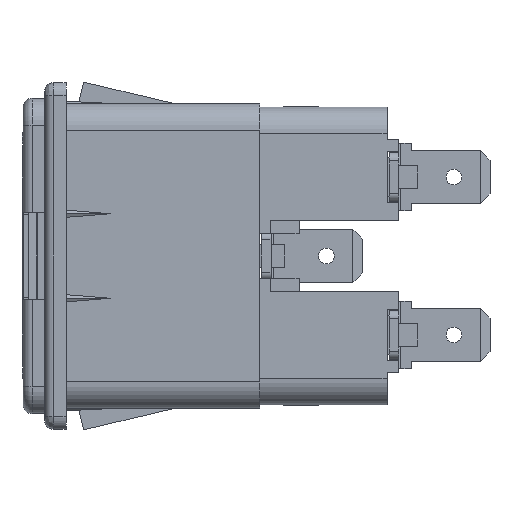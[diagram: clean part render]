
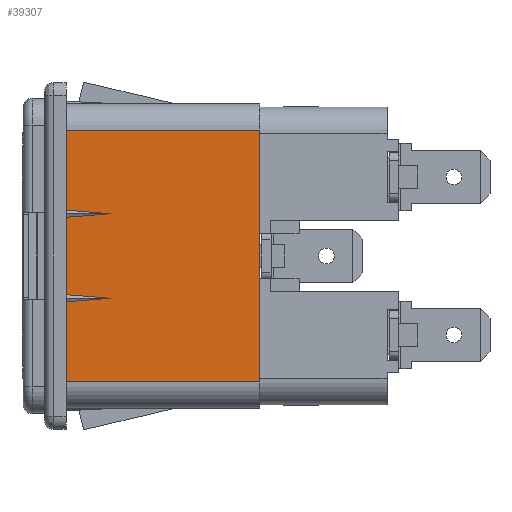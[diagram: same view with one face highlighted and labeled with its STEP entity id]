
A CAD part, left-side view. The second image highlights one B-rep face of the part: STEP entity #39307.
In plain terms, the highlighted planar face has unit normal (-1, 0, 0).
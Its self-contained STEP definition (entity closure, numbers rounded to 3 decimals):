
#270 = VECTOR ( 'NONE', #7811, 1000. ) ;
#806 = EDGE_CURVE ( 'NONE', #17209, #21430, #4531, .T. ) ;
#1126 = CARTESIAN_POINT ( 'NONE',  ( -15.431, 17.145, 3.429 ) ) ;
#1527 = CARTESIAN_POINT ( 'NONE',  ( -15.431, 15.876, 3.548 ) ) ;
#1726 = CARTESIAN_POINT ( 'NONE',  ( -15.431, 13.527, 3.734 ) ) ;
#1729 = CARTESIAN_POINT ( 'NONE',  ( -15.431, 0., -11.163 ) ) ;
#2220 = CARTESIAN_POINT ( 'NONE',  ( -15.431, 17.145, -3.429 ) ) ;
#2926 = EDGE_CURVE ( 'NONE', #17303, #26646, #33322, .T. ) ;
#3126 = VECTOR ( 'NONE', #17120, 1000. ) ;
#3529 = PLANE ( 'NONE',  #21333 ) ;
#4356 = CARTESIAN_POINT ( 'NONE',  ( -15.431, 16.48, 3.492 ) ) ;
#4531 = B_SPLINE_CURVE_WITH_KNOTS ( 'NONE', 3,
 ( #15141, #29946, #39047, #11330, #20652, #36801, #39241, #21233, #23674, #36596, #2220 ),
 .UNSPECIFIED., .F., .F.,
 ( 4, 1, 1, 1, 1, 1, 1, 1, 4 ),
 ( 0., 0.125, 0.25, 0.375, 0.5, 0.625, 0.75, 0.875, 1. ),
 .UNSPECIFIED. ) ;
#5304 = EDGE_CURVE ( 'NONE', #9255, #6091, #16571, .T. ) ;
#5587 = VERTEX_POINT ( 'NONE', #18013 ) ;
#5706 = CARTESIAN_POINT ( 'NONE',  ( -15.431, 13.527, -3.759 ) ) ;
#6091 = VERTEX_POINT ( 'NONE', #23163 ) ;
#6560 = FACE_OUTER_BOUND ( 'NONE', #12591, .T. ) ;
#6973 = DIRECTION ( 'NONE',  ( 0., 0., 1. ) ) ;
#7003 = CARTESIAN_POINT ( 'NONE',  ( -15.431, 14.81, 3.642 ) ) ;
#7807 = CARTESIAN_POINT ( 'NONE',  ( -15.431, 14.343, 3.68 ) ) ;
#7811 = DIRECTION ( 'NONE',  ( 0., 1., 0. ) ) ;
#7831 = VECTOR ( 'NONE', #36102, 1000. ) ;
#9255 = VERTEX_POINT ( 'NONE', #24000 ) ;
#9350 = DIRECTION ( 'NONE',  ( 0., 0., 1. ) ) ;
#10001 = CARTESIAN_POINT ( 'NONE',  ( -15.431, 0., -11.163 ) ) ;
#10360 = CARTESIAN_POINT ( 'NONE',  ( -15.431, 14.81, 3.851 ) ) ;
#10732 = CARTESIAN_POINT ( 'NONE',  ( -15.431, 17.145, 3.429 ) ) ;
#11330 = CARTESIAN_POINT ( 'NONE',  ( -15.431, 13.916, -3.711 ) ) ;
#11775 = CARTESIAN_POINT ( 'NONE',  ( -15.431, 15.321, -3.895 ) ) ;
#12204 = CARTESIAN_POINT ( 'NONE',  ( -15.431, 0., -11.163 ) ) ;
#12591 = EDGE_LOOP ( 'NONE', ( #28129, #16537, #34620, #21123, #15633, #22373, #14163, #17774, #31961, #34584 ) ) ;
#13243 = EDGE_CURVE ( 'NONE', #6091, #31654, #17493, .T. ) ;
#13334 = VERTEX_POINT ( 'NONE', #12204 ) ;
#13394 = CARTESIAN_POINT ( 'NONE',  ( -15.431, 15.876, 3.945 ) ) ;
#13891 = CARTESIAN_POINT ( 'NONE',  ( -15.431, 0., 11.163 ) ) ;
#14163 = ORIENTED_EDGE ( 'NONE', *, *, #25018, .F. ) ;
#14625 = CARTESIAN_POINT ( 'NONE',  ( -15.431, 15.876, -3.945 ) ) ;
#14818 = CARTESIAN_POINT ( 'NONE',  ( -15.431, 13.293, -3.749 ) ) ;
#15141 = CARTESIAN_POINT ( 'NONE',  ( -15.431, 13.183, -3.746 ) ) ;
#15633 = ORIENTED_EDGE ( 'NONE', *, *, #13243, .F. ) ;
#15871 = CARTESIAN_POINT ( 'NONE',  ( -15.431, 0., -13.525 ) ) ;
#16265 = VERTEX_POINT ( 'NONE', #10732 ) ;
#16537 = ORIENTED_EDGE ( 'NONE', *, *, #16592, .F. ) ;
#16571 = B_SPLINE_CURVE_WITH_KNOTS ( 'NONE', 3,
 ( #37864, #38072, #25936, #22503, #25330, #10360, #22903, #13394, #22704, #19870, #20073 ),
 .UNSPECIFIED., .F., .F.,
 ( 4, 1, 1, 1, 1, 1, 1, 1, 4 ),
 ( 0., 0.125, 0.25, 0.375, 0.5, 0.625, 0.75, 0.875, 1. ),
 .UNSPECIFIED. ) ;
#16592 = EDGE_CURVE ( 'NONE', #13334, #17303, #25066, .T. ) ;
#17120 = DIRECTION ( 'NONE',  ( 0., 1., 0. ) ) ;
#17209 = VERTEX_POINT ( 'NONE', #27347 ) ;
#17303 = VERTEX_POINT ( 'NONE', #19048 ) ;
#17345 = CARTESIAN_POINT ( 'NONE',  ( -15.431, 17.145, 11.163 ) ) ;
#17493 = LINE ( 'NONE', #17682, #7831 ) ;
#17682 = CARTESIAN_POINT ( 'NONE',  ( -15.431, 17.145, 4.064 ) ) ;
#17774 = ORIENTED_EDGE ( 'NONE', *, *, #21350, .F. ) ;
#18013 = CARTESIAN_POINT ( 'NONE',  ( -15.431, 0., 11.163 ) ) ;
#18247 = CARTESIAN_POINT ( 'NONE',  ( -15.431, 17.145, -3.429 ) ) ;
#19048 = CARTESIAN_POINT ( 'NONE',  ( -15.431, 17.145, -11.163 ) ) ;
#19353 = CARTESIAN_POINT ( 'NONE',  ( -15.431, 13.293, 3.744 ) ) ;
#19710 = LINE ( 'NONE', #10001, #25144 ) ;
#19870 = CARTESIAN_POINT ( 'NONE',  ( -15.431, 16.918, 4.042 ) ) ;
#20073 = CARTESIAN_POINT ( 'NONE',  ( -15.431, 17.145, 4.064 ) ) ;
#20314 = CARTESIAN_POINT ( 'NONE',  ( -15.431, 17.145, -4.064 ) ) ;
#20652 = CARTESIAN_POINT ( 'NONE',  ( -15.431, 14.343, -3.68 ) ) ;
#21123 = ORIENTED_EDGE ( 'NONE', *, *, #37880, .T. ) ;
#21233 = CARTESIAN_POINT ( 'NONE',  ( -15.431, 15.876, -3.548 ) ) ;
#21250 = EDGE_CURVE ( 'NONE', #26646, #17209, #32717, .T. ) ;
#21333 = AXIS2_PLACEMENT_3D ( 'NONE', #15871, #28223, #6973 ) ;
#21350 = EDGE_CURVE ( 'NONE', #21430, #16265, #37469, .T. ) ;
#21430 = VERTEX_POINT ( 'NONE', #36862 ) ;
#22349 = DIRECTION ( 'NONE',  ( 0., 0., 1. ) ) ;
#22373 = ORIENTED_EDGE ( 'NONE', *, *, #5304, .F. ) ;
#22503 = CARTESIAN_POINT ( 'NONE',  ( -15.431, 13.916, 3.782 ) ) ;
#22704 = CARTESIAN_POINT ( 'NONE',  ( -15.431, 16.48, 4.001 ) ) ;
#22781 = CARTESIAN_POINT ( 'NONE',  ( -15.431, 15.321, 3.598 ) ) ;
#22903 = CARTESIAN_POINT ( 'NONE',  ( -15.431, 15.321, 3.895 ) ) ;
#23163 = CARTESIAN_POINT ( 'NONE',  ( -15.431, 17.145, 4.064 ) ) ;
#23204 = LINE ( 'NONE', #13891, #3126 ) ;
#23674 = CARTESIAN_POINT ( 'NONE',  ( -15.431, 16.48, -3.492 ) ) ;
#23724 = B_SPLINE_CURVE_WITH_KNOTS ( 'NONE', 3,
 ( #1126, #38154, #4356, #1527, #22781, #7003, #7807, #32080, #1726, #19353, #29454 ),
 .UNSPECIFIED., .F., .F.,
 ( 4, 1, 1, 1, 1, 1, 1, 1, 4 ),
 ( 0., 0.125, 0.25, 0.375, 0.5, 0.625, 0.75, 0.875, 1. ),
 .UNSPECIFIED. ) ;
#23944 = CARTESIAN_POINT ( 'NONE',  ( -15.431, 16.48, -4.001 ) ) ;
#24000 = CARTESIAN_POINT ( 'NONE',  ( -15.431, 13.183, 3.746 ) ) ;
#24221 = DIRECTION ( 'NONE',  ( 0., 0., 1. ) ) ;
#24330 = CARTESIAN_POINT ( 'NONE',  ( -15.431, 13.183, -3.746 ) ) ;
#25018 = EDGE_CURVE ( 'NONE', #16265, #9255, #23724, .T. ) ;
#25066 = LINE ( 'NONE', #1729, #270 ) ;
#25144 = VECTOR ( 'NONE', #22349, 1000. ) ;
#25330 = CARTESIAN_POINT ( 'NONE',  ( -15.431, 14.343, 3.813 ) ) ;
#25839 = CARTESIAN_POINT ( 'NONE',  ( -15.431, 17.145, -4.064 ) ) ;
#25936 = CARTESIAN_POINT ( 'NONE',  ( -15.431, 13.527, 3.759 ) ) ;
#26646 = VERTEX_POINT ( 'NONE', #25839 ) ;
#27177 = CARTESIAN_POINT ( 'NONE',  ( -15.431, 16.918, -4.042 ) ) ;
#27347 = CARTESIAN_POINT ( 'NONE',  ( -15.431, 13.183, -3.746 ) ) ;
#28129 = ORIENTED_EDGE ( 'NONE', *, *, #2926, .F. ) ;
#28223 = DIRECTION ( 'NONE',  ( -1., 0., 0. ) ) ;
#29454 = CARTESIAN_POINT ( 'NONE',  ( -15.431, 13.183, 3.746 ) ) ;
#29946 = CARTESIAN_POINT ( 'NONE',  ( -15.431, 13.293, -3.744 ) ) ;
#31654 = VERTEX_POINT ( 'NONE', #17345 ) ;
#31961 = ORIENTED_EDGE ( 'NONE', *, *, #806, .F. ) ;
#32080 = CARTESIAN_POINT ( 'NONE',  ( -15.431, 13.916, 3.711 ) ) ;
#32717 = B_SPLINE_CURVE_WITH_KNOTS ( 'NONE', 3,
 ( #20314, #27177, #23944, #14625, #11775, #36463, #39109, #36267, #5706, #14818, #24330 ),
 .UNSPECIFIED., .F., .F.,
 ( 4, 1, 1, 1, 1, 1, 1, 1, 4 ),
 ( 0., 0.125, 0.25, 0.375, 0.5, 0.625, 0.75, 0.875, 1. ),
 .UNSPECIFIED. ) ;
#32737 = CARTESIAN_POINT ( 'NONE',  ( -15.431, 17.145, -11.163 ) ) ;
#33322 = LINE ( 'NONE', #32737, #38397 ) ;
#34025 = VECTOR ( 'NONE', #9350, 1000. ) ;
#34584 = ORIENTED_EDGE ( 'NONE', *, *, #21250, .F. ) ;
#34620 = ORIENTED_EDGE ( 'NONE', *, *, #38257, .T. ) ;
#36102 = DIRECTION ( 'NONE',  ( 0., 0., 1. ) ) ;
#36267 = CARTESIAN_POINT ( 'NONE',  ( -15.431, 13.916, -3.782 ) ) ;
#36463 = CARTESIAN_POINT ( 'NONE',  ( -15.431, 14.81, -3.851 ) ) ;
#36596 = CARTESIAN_POINT ( 'NONE',  ( -15.431, 16.918, -3.451 ) ) ;
#36801 = CARTESIAN_POINT ( 'NONE',  ( -15.431, 14.81, -3.642 ) ) ;
#36862 = CARTESIAN_POINT ( 'NONE',  ( -15.431, 17.145, -3.429 ) ) ;
#37469 = LINE ( 'NONE', #18247, #34025 ) ;
#37864 = CARTESIAN_POINT ( 'NONE',  ( -15.431, 13.183, 3.746 ) ) ;
#37880 = EDGE_CURVE ( 'NONE', #5587, #31654, #23204, .T. ) ;
#38072 = CARTESIAN_POINT ( 'NONE',  ( -15.431, 13.293, 3.749 ) ) ;
#38154 = CARTESIAN_POINT ( 'NONE',  ( -15.431, 16.918, 3.451 ) ) ;
#38257 = EDGE_CURVE ( 'NONE', #13334, #5587, #19710, .T. ) ;
#38397 = VECTOR ( 'NONE', #24221, 1000. ) ;
#39047 = CARTESIAN_POINT ( 'NONE',  ( -15.431, 13.527, -3.734 ) ) ;
#39109 = CARTESIAN_POINT ( 'NONE',  ( -15.431, 14.343, -3.813 ) ) ;
#39241 = CARTESIAN_POINT ( 'NONE',  ( -15.431, 15.321, -3.598 ) ) ;
#39307 = ADVANCED_FACE ( 'NONE', ( #6560 ), #3529, .T. ) ;
